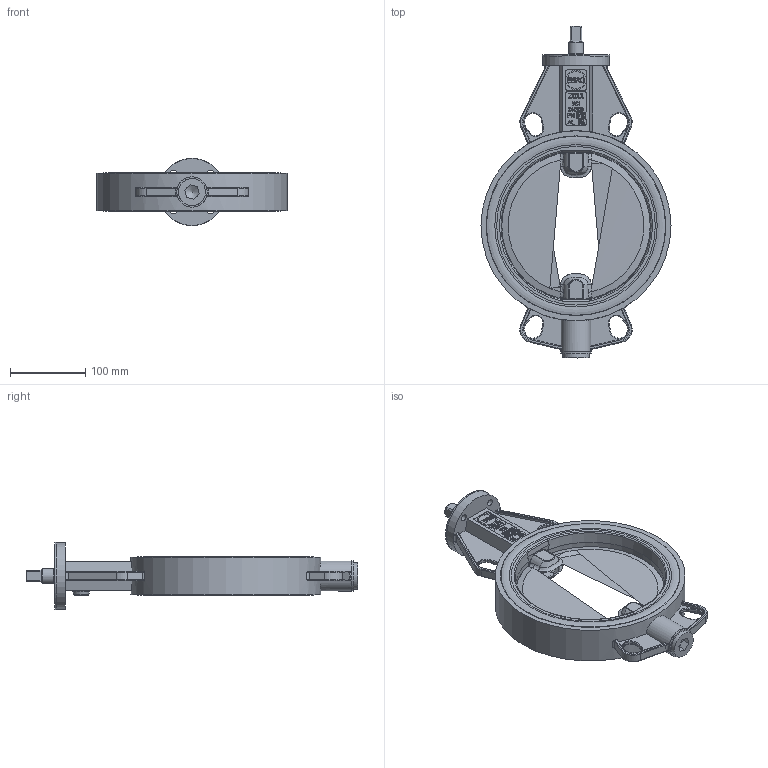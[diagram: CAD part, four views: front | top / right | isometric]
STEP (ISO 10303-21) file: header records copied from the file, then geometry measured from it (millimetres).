
FILE_DESCRIPTION(/* description */ (''),/* implementation_level */ '2;1');
FILE_NAME(/* name */ 'Z011-WN DN200.stp',/* time_stamp */ '2019-06-06T14:55:22+02:00',/* author */ ('hellwig'),/* organization */ (''),/* preprocessor_version */ 'ST-DEVELOPER v16.5',/* originating_system */ 'Autodesk Inventor 2017',/* authorisation */ '');
FILE_SCHEMA (('CONFIG_CONTROL_DESIGN'));
Length unit declared in the file: millimetre
Products named in the file (1): M14652
Bounding box: 253 x 442 x 89.4 mm (x, y, z)
Volume: 1487829.9 mm3; surface area: 235157.6 mm2
Topology: 1 solids, 6 shells, 1142 faces, 2927 edges, 1867 vertices
Faces by surface type: plane 470, bspline 271, cylinder 250, torus 109, cone 34, sphere 8
Full cylindrical faces by diameter (mm): 4 x1, 4.917 x3, 9 x4, 16 x1, 16.3 x1, 16.5 x1, 18.7 x3, 19 x1, 20 x7, 20.2 x1, 20.39 x2, 20.45 x1, 22 x2, 26 x4, 27.95 x1, 28 x2, 30 x1, 36 x1, 40 x1, 40.4 x1, 55.1 x1, 80 x1, 89 x1, 89.4 x1, 253 x1
Entity records: 38654 total; most frequent: CARTESIAN_POINT 11300, ORIENTED_EDGE 5614, DIRECTION 4955, EDGE_CURVE 2806, VERTEX_POINT 1839, AXIS2_PLACEMENT_3D 1766, LINE 1423, VECTOR 1423
